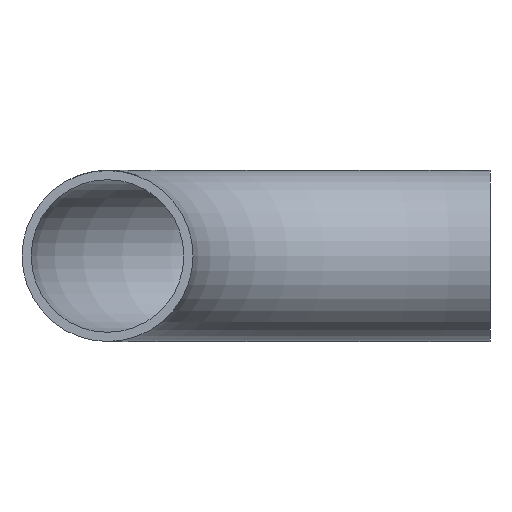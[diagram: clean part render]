
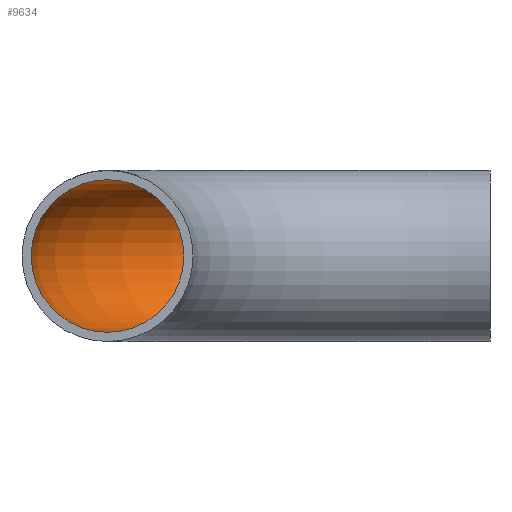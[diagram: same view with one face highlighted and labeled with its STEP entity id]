
A CAD part, front view. The second image highlights one B-rep face of the part: STEP entity #9634.
In plain terms, the highlighted toroidal (fillet/blend) face has major radius 108 mm and minor radius 21.55 mm.
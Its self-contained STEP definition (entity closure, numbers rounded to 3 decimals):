
#529 = DIRECTION ( 'NONE',  ( 1., 0., 0. ) ) ;
#599 = TOROIDAL_SURFACE ( 'NONE', #14999, 108., 21.55 ) ;
#1356 = DIRECTION ( 'NONE',  ( -1., 0., 0. ) ) ;
#2835 = DIRECTION ( 'NONE',  ( 0., 0., -1. ) ) ;
#2975 = DIRECTION ( 'NONE',  ( 0., 1., 0. ) ) ;
#3540 = CARTESIAN_POINT ( 'NONE',  ( -108., 0., 0. ) ) ;
#3717 = VERTEX_POINT ( 'NONE', #9340 ) ;
#3759 = CIRCLE ( 'NONE', #14271, 21.55 ) ;
#4746 = CARTESIAN_POINT ( 'NONE',  ( 0., 108., 0. ) ) ;
#5041 = DIRECTION ( 'NONE',  ( 0., 1., 0. ) ) ;
#5932 = CIRCLE ( 'NONE', #8044, 21.55 ) ;
#6842 = ORIENTED_EDGE ( 'NONE', *, *, #15016, .F. ) ;
#7243 = EDGE_LOOP ( 'NONE', ( #6842 ) ) ;
#8044 = AXIS2_PLACEMENT_3D ( 'NONE', #3540, #5041, #13312 ) ;
#8661 = ORIENTED_EDGE ( 'NONE', *, *, #10910, .T. ) ;
#9340 = CARTESIAN_POINT ( 'NONE',  ( 0., 129.55, 0. ) ) ;
#9634 = ADVANCED_FACE ( 'NONE', ( #11563, #14577 ), #599, .F. ) ;
#10910 = EDGE_CURVE ( 'NONE', #3717, #3717, #3759, .T. ) ;
#11563 = FACE_OUTER_BOUND ( 'NONE', #12892, .T. ) ;
#12072 = CARTESIAN_POINT ( 'NONE',  ( -108., 0., 21.55 ) ) ;
#12892 = EDGE_LOOP ( 'NONE', ( #8661 ) ) ;
#13312 = DIRECTION ( 'NONE',  ( 0., 0., 1. ) ) ;
#13670 = VERTEX_POINT ( 'NONE', #12072 ) ;
#14219 = CARTESIAN_POINT ( 'NONE',  ( 0., 0., 0. ) ) ;
#14271 = AXIS2_PLACEMENT_3D ( 'NONE', #4746, #529, #2975 ) ;
#14577 = FACE_OUTER_BOUND ( 'NONE', #7243, .T. ) ;
#14999 = AXIS2_PLACEMENT_3D ( 'NONE', #14219, #2835, #1356 ) ;
#15016 = EDGE_CURVE ( 'NONE', #13670, #13670, #5932, .T. ) ;
